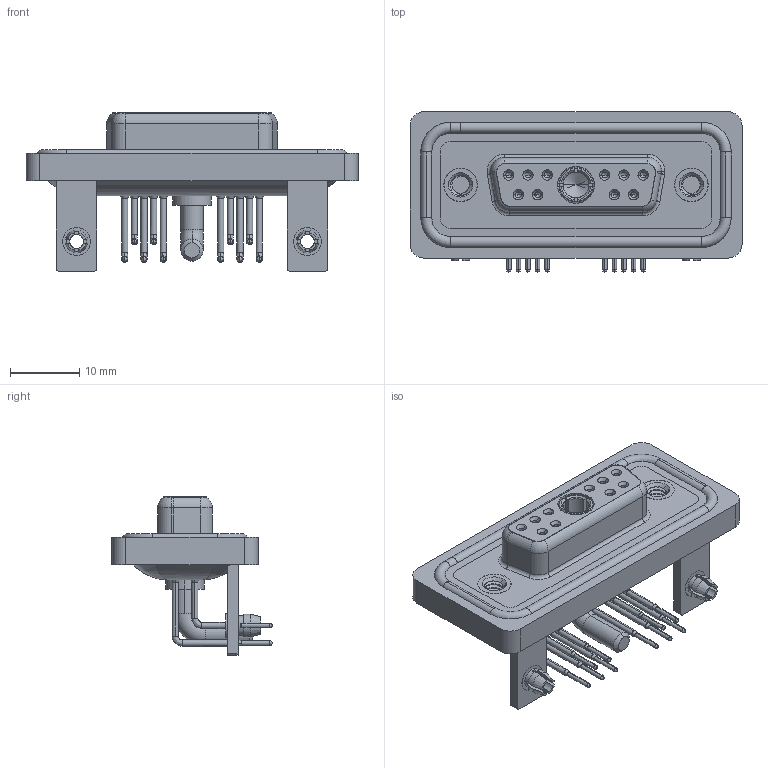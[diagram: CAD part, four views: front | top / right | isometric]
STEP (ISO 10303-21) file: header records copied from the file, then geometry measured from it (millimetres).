
FILE_DESCRIPTION (( 'STEP AP203' ), '1' );
FILE_NAME ('630W11W1640-3NB.STEP', '2024-04-12T00:11:49', ( '' ), ( '' ), 'SwSTEP 2.0', 'SolidWorks 2023', '' );
FILE_SCHEMA (( 'CONFIG_CONTROL_DESIGN' ));
Length unit declared in the file: millimetre
Products named in the file (11): 630Combo Threaded Rivet_A; 630Combo Waterproof Housing_15 Contacts; Power Socket_30A RA; 630Combo Housing_11W1; 630Combo Shell Rear_15 Contacts; 630W11W1640-3NB; 630Combo Contact Row 1_50 Contacts; 630Combo Shell Front_15 Contacts; 630Combo Contact Row 2_50 Contacts; 630Combo Stabilizer Bracket_50 Contacts; 630Combo Board Lock_50 Contacts
Assembly tree (21 placements, depth 2):
  630W11W1640-3NB
    630Combo Housing_11W1
    630Combo Shell Front_15 Contacts
    630Combo Shell Rear_15 Contacts
    630Combo Threaded Rivet_A  x2
    630Combo Stabilizer Bracket_50 Contacts  x2
    630Combo Board Lock_50 Contacts  x2
    Power Socket_30A RA
    630Combo Contact Row 1_50 Contacts  x6
    630Combo Contact Row 2_50 Contacts  x4
    630Combo Waterproof Housing_15 Contacts
Bounding box: 47.9 x 23.12 x 22.8 mm (x, y, z)
Volume: 6641.2 mm3; surface area: 11438.3 mm2
Topology: 23 solids, 23 shells, 1128 faces, 2871 edges, 1817 vertices
Faces by surface type: cylinder 497, plane 352, cone 151, torus 77, bspline 51
Entity records: 24727 total; most frequent: CARTESIAN_POINT 6024, DIRECTION 3859, ORIENTED_EDGE 3478, EDGE_CURVE 1739, AXIS2_PLACEMENT_3D 1559, VERTEX_POINT 1111, CIRCLE 843, EDGE_LOOP 808
